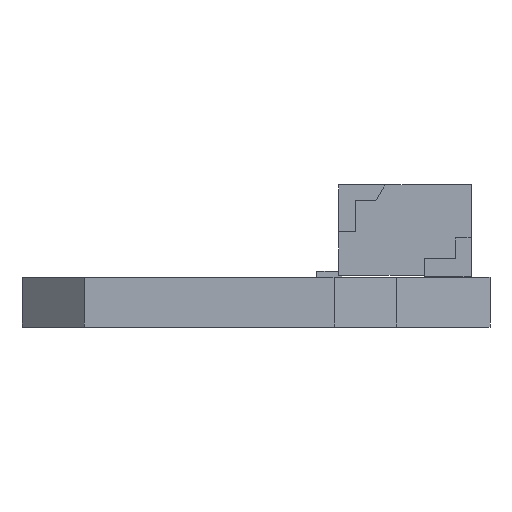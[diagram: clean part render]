
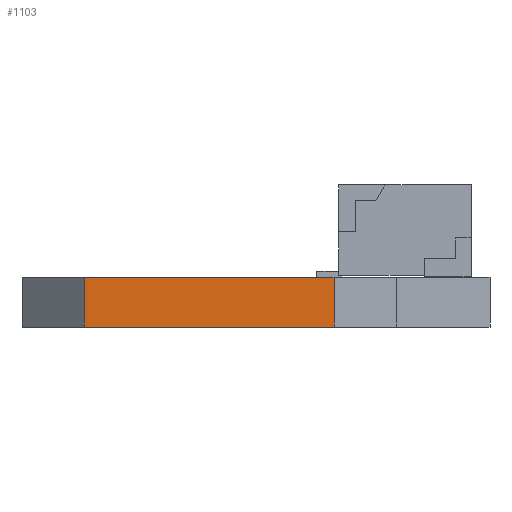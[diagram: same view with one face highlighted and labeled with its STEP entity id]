
A CAD part, front view. The second image highlights one B-rep face of the part: STEP entity #1103.
In plain terms, the highlighted planar face has unit normal (0, -1, 0).
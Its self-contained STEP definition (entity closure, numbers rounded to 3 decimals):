
#166 = VERTEX_POINT('',#167);
#167 = CARTESIAN_POINT('',(2.5,-17.,35.));
#173 = EDGE_CURVE('',#166,#174,#176,.T.);
#174 = VERTEX_POINT('',#175);
#175 = CARTESIAN_POINT('',(-5.5,-17.,35.));
#176 = LINE('',#177,#178);
#177 = CARTESIAN_POINT('',(2.5,-17.,35.));
#178 = VECTOR('',#179,1.);
#179 = DIRECTION('',(-1.,0.,0.));
#624 = VERTEX_POINT('',#625);
#625 = CARTESIAN_POINT('',(2.5,-17.,33.4));
#631 = EDGE_CURVE('',#624,#632,#634,.T.);
#632 = VERTEX_POINT('',#633);
#633 = CARTESIAN_POINT('',(-5.5,-17.,33.4));
#634 = LINE('',#635,#636);
#635 = CARTESIAN_POINT('',(2.5,-17.,33.4));
#636 = VECTOR('',#637,1.);
#637 = DIRECTION('',(-1.,0.,0.));
#1075 = EDGE_CURVE('',#174,#632,#1076,.T.);
#1076 = LINE('',#1077,#1078);
#1077 = CARTESIAN_POINT('',(-5.5,-17.,35.));
#1078 = VECTOR('',#1079,1.);
#1079 = DIRECTION('',(0.,0.,-1.));
#1092 = EDGE_CURVE('',#166,#624,#1093,.T.);
#1093 = LINE('',#1094,#1095);
#1094 = CARTESIAN_POINT('',(2.5,-17.,35.));
#1095 = VECTOR('',#1096,1.);
#1096 = DIRECTION('',(0.,0.,-1.));
#1103 = ADVANCED_FACE('',(#1104),#1110,.F.);
#1104 = FACE_BOUND('',#1105,.F.);
#1105 = EDGE_LOOP('',(#1106,#1107,#1108,#1109));
#1106 = ORIENTED_EDGE('',*,*,#1092,.T.);
#1107 = ORIENTED_EDGE('',*,*,#631,.T.);
#1108 = ORIENTED_EDGE('',*,*,#1075,.F.);
#1109 = ORIENTED_EDGE('',*,*,#173,.F.);
#1110 = PLANE('',#1111);
#1111 = AXIS2_PLACEMENT_3D('',#1112,#1113,#1114);
#1112 = CARTESIAN_POINT('',(2.5,-17.,35.));
#1113 = DIRECTION('',(0.,1.,0.));
#1114 = DIRECTION('',(-1.,0.,0.));
